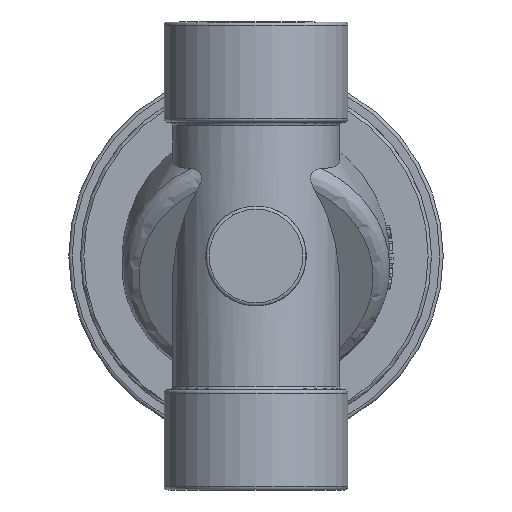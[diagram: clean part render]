
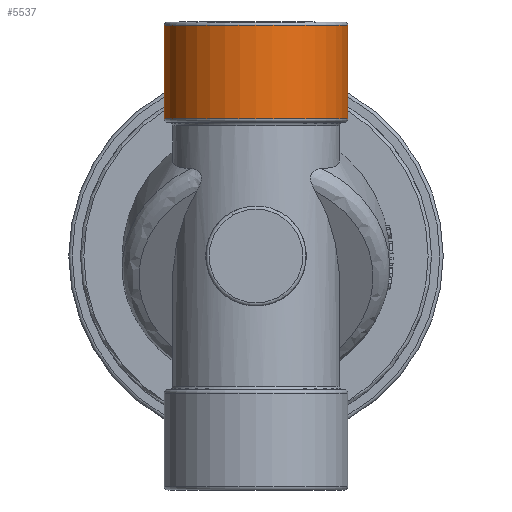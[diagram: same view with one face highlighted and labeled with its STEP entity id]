
A CAD part, front view. The second image highlights one B-rep face of the part: STEP entity #5537.
In plain terms, the highlighted cylindrical face has radius 27.5 mm (diameter 55 mm), a full revolution.
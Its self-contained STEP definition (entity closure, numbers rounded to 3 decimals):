
#210=CYLINDRICAL_SURFACE('',#6012,27.5);
#312=CIRCLE('',#6008,27.5);
#314=CIRCLE('',#6013,27.5);
#315=CIRCLE('',#6014,27.5);
#316=CIRCLE('',#6015,27.5);
#317=CIRCLE('',#6016,27.5);
#1013=LINE('',#9719,#1332);
#1016=LINE('',#9726,#1335);
#1017=LINE('',#9728,#1336);
#1018=LINE('',#9732,#1337);
#1019=LINE('',#9777,#1338);
#1020=LINE('',#9781,#1339);
#1332=VECTOR('',#6691,10.);
#1335=VECTOR('',#6698,27.5);
#1336=VECTOR('',#6699,10.);
#1337=VECTOR('',#6702,10.);
#1338=VECTOR('',#6703,10.);
#1339=VECTOR('',#6706,10.);
#1704=FACE_OUTER_BOUND('',#2048,.T.);
#2048=EDGE_LOOP('',(#4243,#4244,#4245,#4246,#4247,#4248,#4249,#4250,#4251,
#4252,#4253,#4254,#4255,#4256,#4257));
#2473=B_SPLINE_CURVE_WITH_KNOTS('',3,(#9734,#9735,#9736,#9737,#9738,#9739,
#9740,#9741,#9742,#9743,#9744,#9745),.UNSPECIFIED.,.F.,.F.,(4,2,2,2,2,4),
(0.706,0.727,0.776,0.844,
0.894,0.944),.UNSPECIFIED.);
#2474=B_SPLINE_CURVE_WITH_KNOTS('',3,(#9747,#9748,#9749,#9750,#9751,#9752,
#9753,#9754,#9755,#9756,#9757,#9758,#9759,#9760,#9761,#9762,#9763,#9764),
 .UNSPECIFIED.,.F.,.F.,(4,2,2,2,2,2,2,2,4),(2.28,2.651,
3.18,3.709,4.238,4.767,5.296,
5.825,6.196),.UNSPECIFIED.);
#2475=B_SPLINE_CURVE_WITH_KNOTS('',3,(#9766,#9767,#9768,#9769,#9770,#9771,
#9772,#9773,#9774,#9775),.UNSPECIFIED.,.F.,.F.,(4,2,2,2,4),(0.,0.09,
0.165,0.22,0.236),.UNSPECIFIED.);
#2646=VERTEX_POINT('',#9697);
#2650=VERTEX_POINT('',#9706);
#2654=VERTEX_POINT('',#9718);
#2656=VERTEX_POINT('',#9724);
#2657=VERTEX_POINT('',#9727);
#2658=VERTEX_POINT('',#9729);
#2659=VERTEX_POINT('',#9731);
#2660=VERTEX_POINT('',#9733);
#2661=VERTEX_POINT('',#9746);
#2662=VERTEX_POINT('',#9765);
#2663=VERTEX_POINT('',#9776);
#2664=VERTEX_POINT('',#9778);
#2665=VERTEX_POINT('',#9780);
#3233=EDGE_CURVE('',#2646,#2650,#312,.T.);
#3237=EDGE_CURVE('',#2654,#2650,#1013,.T.);
#3240=EDGE_CURVE('',#2656,#2656,#314,.T.);
#3241=EDGE_CURVE('',#2656,#2654,#1016,.T.);
#3242=EDGE_CURVE('',#2646,#2657,#1017,.T.);
#3243=EDGE_CURVE('',#2657,#2658,#315,.T.);
#3244=EDGE_CURVE('',#2658,#2659,#1018,.T.);
#3245=EDGE_CURVE('',#2660,#2659,#2473,.F.);
#3246=EDGE_CURVE('',#2660,#2661,#2474,.T.);
#3247=EDGE_CURVE('',#2662,#2661,#2475,.F.);
#3248=EDGE_CURVE('',#2662,#2663,#1019,.T.);
#3249=EDGE_CURVE('',#2663,#2664,#316,.T.);
#3250=EDGE_CURVE('',#2664,#2665,#1020,.T.);
#3251=EDGE_CURVE('',#2665,#2654,#317,.T.);
#4243=ORIENTED_EDGE('',*,*,#3240,.F.);
#4244=ORIENTED_EDGE('',*,*,#3241,.T.);
#4245=ORIENTED_EDGE('',*,*,#3237,.T.);
#4246=ORIENTED_EDGE('',*,*,#3233,.F.);
#4247=ORIENTED_EDGE('',*,*,#3242,.T.);
#4248=ORIENTED_EDGE('',*,*,#3243,.T.);
#4249=ORIENTED_EDGE('',*,*,#3244,.T.);
#4250=ORIENTED_EDGE('',*,*,#3245,.F.);
#4251=ORIENTED_EDGE('',*,*,#3246,.T.);
#4252=ORIENTED_EDGE('',*,*,#3247,.F.);
#4253=ORIENTED_EDGE('',*,*,#3248,.T.);
#4254=ORIENTED_EDGE('',*,*,#3249,.T.);
#4255=ORIENTED_EDGE('',*,*,#3250,.T.);
#4256=ORIENTED_EDGE('',*,*,#3251,.T.);
#4257=ORIENTED_EDGE('',*,*,#3241,.F.);
#5537=ADVANCED_FACE('',(#1704),#210,.T.);
#6008=AXIS2_PLACEMENT_3D('',#9710,#6681,#6682);
#6012=AXIS2_PLACEMENT_3D('',#9723,#6694,#6695);
#6013=AXIS2_PLACEMENT_3D('',#9725,#6696,#6697);
#6014=AXIS2_PLACEMENT_3D('',#9730,#6700,#6701);
#6015=AXIS2_PLACEMENT_3D('',#9779,#6704,#6705);
#6016=AXIS2_PLACEMENT_3D('',#9782,#6707,#6708);
#6681=DIRECTION('center_axis',(0.,0.,-1.));
#6682=DIRECTION('ref_axis',(0.,-1.,0.));
#6691=DIRECTION('',(0.,0.,-1.));
#6694=DIRECTION('center_axis',(0.,0.,1.));
#6695=DIRECTION('ref_axis',(1.,0.,0.));
#6696=DIRECTION('center_axis',(0.,0.,1.));
#6697=DIRECTION('ref_axis',(-1.,0.,0.));
#6698=DIRECTION('',(0.,0.,-1.));
#6699=DIRECTION('',(0.,0.,1.));
#6700=DIRECTION('center_axis',(0.,0.,1.));
#6701=DIRECTION('ref_axis',(1.,0.,0.));
#6702=DIRECTION('',(0.,0.,1.));
#6703=DIRECTION('',(0.,0.,-1.));
#6704=DIRECTION('center_axis',(0.,0.,1.));
#6705=DIRECTION('ref_axis',(1.,0.,0.));
#6706=DIRECTION('',(0.,0.,1.));
#6707=DIRECTION('center_axis',(0.,0.,1.));
#6708=DIRECTION('ref_axis',(1.,0.,0.));
#9697=CARTESIAN_POINT('',(27.5,0.,111.));
#9706=CARTESIAN_POINT('',(-27.5,0.,111.));
#9710=CARTESIAN_POINT('Origin',(0.,0.,111.));
#9718=CARTESIAN_POINT('',(-27.5,0.,113.));
#9719=CARTESIAN_POINT('',(-27.5,0.,110.));
#9723=CARTESIAN_POINT('Origin',(0.,0.,110.));
#9724=CARTESIAN_POINT('',(-27.5,0.,139.));
#9725=CARTESIAN_POINT('Origin',(0.,0.,139.));
#9726=CARTESIAN_POINT('',(-27.5,0.,110.));
#9727=CARTESIAN_POINT('',(27.5,0.,113.));
#9728=CARTESIAN_POINT('',(27.5,0.,110.));
#9729=CARTESIAN_POINT('',(19.391,19.5,113.));
#9730=CARTESIAN_POINT('Origin',(0.,0.,113.));
#9731=CARTESIAN_POINT('',(19.391,19.5,117.71));
#9732=CARTESIAN_POINT('',(19.391,19.5,110.));
#9733=CARTESIAN_POINT('',(18.33,20.5,119.196));
#9734=CARTESIAN_POINT('Ctrl Pts',(19.391,19.5,117.71));
#9735=CARTESIAN_POINT('Ctrl Pts',(19.391,19.5,117.768));
#9736=CARTESIAN_POINT('Ctrl Pts',(19.386,19.504,117.826));
#9737=CARTESIAN_POINT('Ctrl Pts',(19.36,19.531,118.018));
#9738=CARTESIAN_POINT('Ctrl Pts',(19.321,19.569,118.148));
#9739=CARTESIAN_POINT('Ctrl Pts',(19.202,19.686,118.432));
#9740=CARTESIAN_POINT('Ctrl Pts',(19.104,19.782,118.591));
#9741=CARTESIAN_POINT('Ctrl Pts',(18.889,19.987,118.84));
#9742=CARTESIAN_POINT('Ctrl Pts',(18.787,20.083,118.933));
#9743=CARTESIAN_POINT('Ctrl Pts',(18.568,20.285,119.088));
#9744=CARTESIAN_POINT('Ctrl Pts',(18.451,20.392,119.151));
#9745=CARTESIAN_POINT('Ctrl Pts',(18.33,20.5,119.196));
#9746=CARTESIAN_POINT('',(-18.33,20.5,119.196));
#9747=CARTESIAN_POINT('Ctrl Pts',(18.33,20.5,119.196));
#9748=CARTESIAN_POINT('Ctrl Pts',(17.425,21.31,119.533));
#9749=CARTESIAN_POINT('Ctrl Pts',(16.445,22.077,119.87));
#9750=CARTESIAN_POINT('Ctrl Pts',(13.92,23.784,120.645));
#9751=CARTESIAN_POINT('Ctrl Pts',(12.309,24.659,121.066));
#9752=CARTESIAN_POINT('Ctrl Pts',(8.931,26.074,121.764));
#9753=CARTESIAN_POINT('Ctrl Pts',(7.159,26.615,122.041));
#9754=CARTESIAN_POINT('Ctrl Pts',(3.575,27.328,122.409));
#9755=CARTESIAN_POINT('Ctrl Pts',(1.763,27.5,122.5));
#9756=CARTESIAN_POINT('Ctrl Pts',(-1.763,27.5,122.5));
#9757=CARTESIAN_POINT('Ctrl Pts',(-3.575,27.328,122.409));
#9758=CARTESIAN_POINT('Ctrl Pts',(-7.159,26.615,122.041));
#9759=CARTESIAN_POINT('Ctrl Pts',(-8.931,26.074,121.764));
#9760=CARTESIAN_POINT('Ctrl Pts',(-12.309,24.659,121.066));
#9761=CARTESIAN_POINT('Ctrl Pts',(-13.92,23.784,120.645));
#9762=CARTESIAN_POINT('Ctrl Pts',(-16.445,22.077,119.87));
#9763=CARTESIAN_POINT('Ctrl Pts',(-17.425,21.31,119.533));
#9764=CARTESIAN_POINT('Ctrl Pts',(-18.33,20.5,119.196));
#9765=CARTESIAN_POINT('',(-19.391,19.5,117.71));
#9766=CARTESIAN_POINT('Ctrl Pts',(-18.33,20.5,119.196));
#9767=CARTESIAN_POINT('Ctrl Pts',(-18.545,20.308,119.116));
#9768=CARTESIAN_POINT('Ctrl Pts',(-18.752,20.116,118.978));
#9769=CARTESIAN_POINT('Ctrl Pts',(-19.075,19.81,118.637));
#9770=CARTESIAN_POINT('Ctrl Pts',(-19.193,19.695,118.455));
#9771=CARTESIAN_POINT('Ctrl Pts',(-19.332,19.559,118.121));
#9772=CARTESIAN_POINT('Ctrl Pts',(-19.37,19.521,117.977));
#9773=CARTESIAN_POINT('Ctrl Pts',(-19.388,19.502,117.795));
#9774=CARTESIAN_POINT('Ctrl Pts',(-19.391,19.5,117.753));
#9775=CARTESIAN_POINT('Ctrl Pts',(-19.391,19.5,117.71));
#9776=CARTESIAN_POINT('',(-19.391,19.5,110.));
#9777=CARTESIAN_POINT('',(-19.391,19.5,110.));
#9778=CARTESIAN_POINT('',(-23.5,14.283,110.));
#9779=CARTESIAN_POINT('Origin',(0.,0.,110.));
#9780=CARTESIAN_POINT('',(-23.5,14.283,113.));
#9781=CARTESIAN_POINT('',(-23.5,14.283,110.));
#9782=CARTESIAN_POINT('Origin',(0.,0.,113.));
